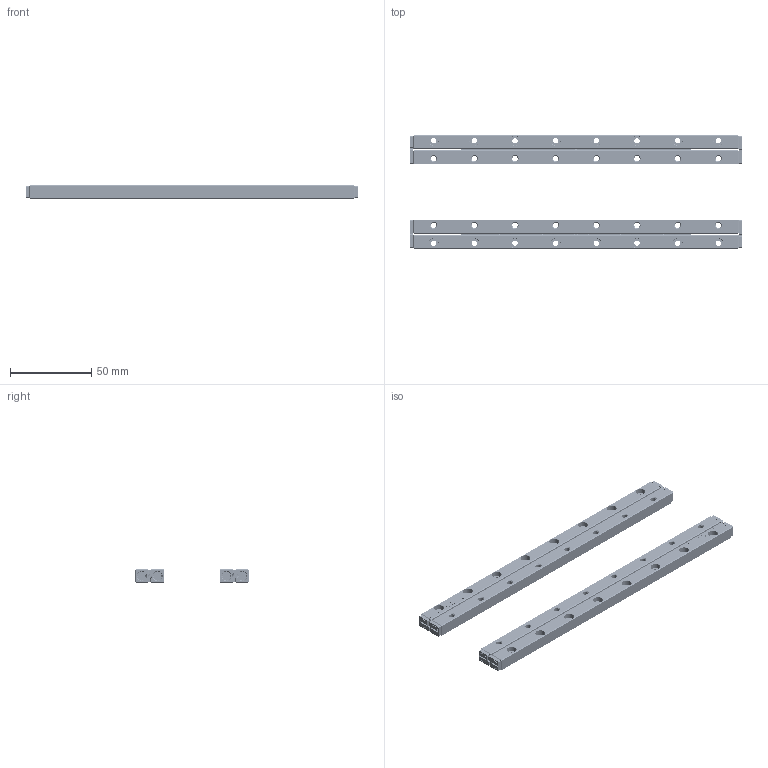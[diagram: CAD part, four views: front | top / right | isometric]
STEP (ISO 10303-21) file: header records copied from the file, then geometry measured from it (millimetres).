
FILE_DESCRIPTION(/* description */ (''),/* implementation_level */ '2;1');
FILE_NAME(/* name */ 'Set RSDE-3200x42KRE_stp.stp',/* time_stamp */ '2025-03-27T16:26:34+01:00',/* author */ (''),/* organization */ (''),/* preprocessor_version */ 'ST-DEVELOPER v16.7',/* originating_system */ 'SIEMENS PLM Software NX 12.0',/* authorisation */ '');
FILE_SCHEMA (('AUTOMOTIVE_DESIGN { 1 0 10303 214 3 1 1 1 }'));
Products named in the file (1): Set RSDE-3200x42KRE_stp
Bounding box: 204.1 x 70 x 8 mm (x, y, z)
Volume: 50367.4 mm3; surface area: 41018.7 mm2
Topology: 112 solids, 112 shells, 4996 faces, 13684 edges, 8960 vertices
Faces by surface type: plane 1976, cylinder 1692, torus 856, bspline 360, cone 112
Full cylindrical faces by diameter (mm): 0.45 x352, 2 x84, 2.6 x8, 3 x92, 3.2 x16, 3.3 x32, 6 x32
Entity records: 167383 total; most frequent: CARTESIAN_POINT 35289, DIRECTION 25734, ORIENTED_EDGE 24776, EDGE_CURVE 12388, AXIS2_PLACEMENT_3D 9845, VERTEX_POINT 8568, EDGE_LOOP 6708, LINE 6044
